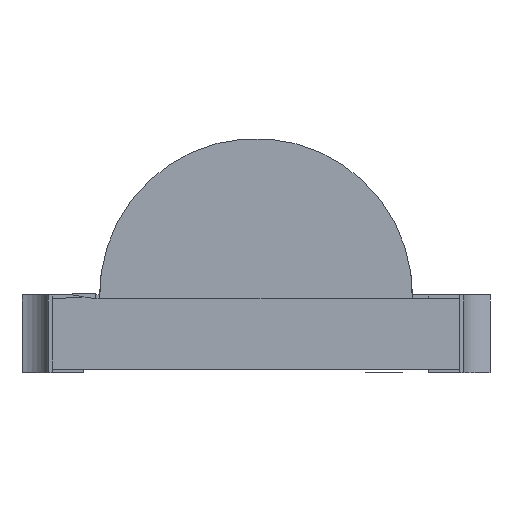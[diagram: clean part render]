
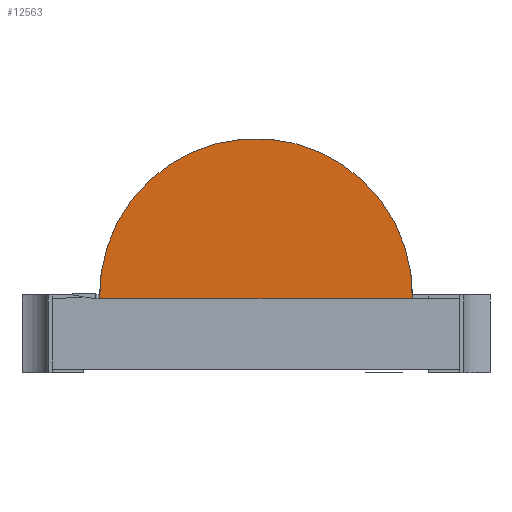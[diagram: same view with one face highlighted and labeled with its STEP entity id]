
A CAD part, front view. The second image highlights one B-rep face of the part: STEP entity #12563.
In plain terms, the highlighted face is planar.
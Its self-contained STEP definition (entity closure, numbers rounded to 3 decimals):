
#409 = PLANE('',#410);
#410 = AXIS2_PLACEMENT_3D('',#411,#412,#413);
#411 = CARTESIAN_POINT('',(1.306,-0.5,0.475));
#412 = DIRECTION('',(0.,-1.,0.));
#413 = DIRECTION('',(-1.,0.,0.));
#1009 = VERTEX_POINT('',#1010);
#1010 = CARTESIAN_POINT('',(1.003,-0.5,0.475));
#1033 = EDGE_CURVE('',#1009,#1034,#1036,.T.);
#1034 = VERTEX_POINT('',#1035);
#1035 = CARTESIAN_POINT('',(-1.002,-0.5,
    0.475));
#1036 = SURFACE_CURVE('',#1037,(#1040,#1046),.PCURVE_S1.);
#1037 = B_SPLINE_CURVE_WITH_KNOTS('',1,(#1038,#1039),.UNSPECIFIED.,.F.,
  .F.,(2,2),(0.,2.61),.PIECEWISE_BEZIER_KNOTS.);
#1038 = CARTESIAN_POINT('',(1.306,-0.5,0.475));
#1039 = CARTESIAN_POINT('',(-1.304,-0.5,0.475));
#1040 = PCURVE('',#409,#1041);
#1041 = DEFINITIONAL_REPRESENTATION('',(#1042),#1045);
#1042 = B_SPLINE_CURVE_WITH_KNOTS('',1,(#1043,#1044),.UNSPECIFIED.,.F.,
  .F.,(2,2),(0.,2.61),.PIECEWISE_BEZIER_KNOTS.);
#1043 = CARTESIAN_POINT('',(0.,0.));
#1044 = CARTESIAN_POINT('',(2.61,0.));
#1045 = ( GEOMETRIC_REPRESENTATION_CONTEXT(2) 
PARAMETRIC_REPRESENTATION_CONTEXT() REPRESENTATION_CONTEXT('2D SPACE',''
  ) );
#1046 = PCURVE('',#1047,#1052);
#1047 = PLANE('',#1048);
#1048 = AXIS2_PLACEMENT_3D('',#1049,#1050,#1051);
#1049 = CARTESIAN_POINT('',(-1.016,-0.5,
    1.663));
#1050 = DIRECTION('',(0.,-1.,0.));
#1051 = DIRECTION('',(0.,0.,-1.));
#1052 = DEFINITIONAL_REPRESENTATION('',(#1053),#1056);
#1053 = B_SPLINE_CURVE_WITH_KNOTS('',1,(#1054,#1055),.UNSPECIFIED.,.F.,
  .F.,(2,2),(0.,2.61),.PIECEWISE_BEZIER_KNOTS.);
#1054 = CARTESIAN_POINT('',(1.188,2.322));
#1055 = CARTESIAN_POINT('',(1.188,-0.288));
#1056 = ( GEOMETRIC_REPRESENTATION_CONTEXT(2) 
PARAMETRIC_REPRESENTATION_CONTEXT() REPRESENTATION_CONTEXT('2D SPACE',''
  ) );
#1836 = CYLINDRICAL_SURFACE('',#1837,1.003);
#1837 = AXIS2_PLACEMENT_3D('',#1838,#1839,#1840);
#1838 = CARTESIAN_POINT('',(0.001,0.5,
    0.5));
#1839 = DIRECTION('',(0.,-1.,0.));
#1840 = DIRECTION('',(0.,0.,-1.));
#7206 = EDGE_CURVE('',#1009,#1034,#7207,.T.);
#7207 = SURFACE_CURVE('',#7208,(#7213,#7242),.PCURVE_S1.);
#7208 = CIRCLE('',#7209,1.003);
#7209 = AXIS2_PLACEMENT_3D('',#7210,#7211,#7212);
#7210 = CARTESIAN_POINT('',(0.001,-0.5,
    0.5));
#7211 = DIRECTION('',(0.,-1.,0.));
#7212 = DIRECTION('',(0.,0.,-1.));
#7213 = PCURVE('',#1836,#7214);
#7214 = DEFINITIONAL_REPRESENTATION('',(#7215),#7241);
#7215 = B_SPLINE_CURVE_WITH_KNOTS('',3,(#7216,#7217,#7218,#7219,#7220,
    #7221,#7222,#7223,#7224,#7225,#7226,#7227,#7228,#7229,#7230,#7231,
    #7232,#7233,#7234,#7235,#7236,#7237,#7238,#7239,#7240),
  .UNSPECIFIED.,.F.,.F.,(4,1,1,1,1,1,1,1,1,1,1,1,1,1,1,1,1,1,1,1,1,1,4),
  (1.546,1.691,1.836,1.981,
    2.126,2.271,2.416,2.561,
    2.706,2.851,2.997,3.142,
    3.287,3.432,3.577,3.722,
    3.867,4.012,4.157,4.302,
    4.447,4.592,4.737),.QUASI_UNIFORM_KNOTS.);
#7216 = CARTESIAN_POINT('',(1.546,1.));
#7217 = CARTESIAN_POINT('',(1.594,1.));
#7218 = CARTESIAN_POINT('',(1.691,1.));
#7219 = CARTESIAN_POINT('',(1.836,1.));
#7220 = CARTESIAN_POINT('',(1.981,1.));
#7221 = CARTESIAN_POINT('',(2.126,1.));
#7222 = CARTESIAN_POINT('',(2.271,1.));
#7223 = CARTESIAN_POINT('',(2.416,1.));
#7224 = CARTESIAN_POINT('',(2.561,1.));
#7225 = CARTESIAN_POINT('',(2.706,1.));
#7226 = CARTESIAN_POINT('',(2.851,1.));
#7227 = CARTESIAN_POINT('',(2.997,1.));
#7228 = CARTESIAN_POINT('',(3.142,1.));
#7229 = CARTESIAN_POINT('',(3.287,1.));
#7230 = CARTESIAN_POINT('',(3.432,1.));
#7231 = CARTESIAN_POINT('',(3.577,1.));
#7232 = CARTESIAN_POINT('',(3.722,1.));
#7233 = CARTESIAN_POINT('',(3.867,1.));
#7234 = CARTESIAN_POINT('',(4.012,1.));
#7235 = CARTESIAN_POINT('',(4.157,1.));
#7236 = CARTESIAN_POINT('',(4.302,1.));
#7237 = CARTESIAN_POINT('',(4.447,1.));
#7238 = CARTESIAN_POINT('',(4.592,1.));
#7239 = CARTESIAN_POINT('',(4.689,1.));
#7240 = CARTESIAN_POINT('',(4.737,1.));
#7241 = ( GEOMETRIC_REPRESENTATION_CONTEXT(2) 
PARAMETRIC_REPRESENTATION_CONTEXT() REPRESENTATION_CONTEXT('2D SPACE',''
  ) );
#7242 = PCURVE('',#1047,#7243);
#7243 = DEFINITIONAL_REPRESENTATION('',(#7244),#7248);
#7244 = CIRCLE('',#7245,1.003);
#7245 = AXIS2_PLACEMENT_2D('',#7246,#7247);
#7246 = CARTESIAN_POINT('',(1.163,1.017));
#7247 = DIRECTION('',(1.,0.));
#7248 = ( GEOMETRIC_REPRESENTATION_CONTEXT(2) 
PARAMETRIC_REPRESENTATION_CONTEXT() REPRESENTATION_CONTEXT('2D SPACE',''
  ) );
#12563 = ADVANCED_FACE('',(#12564),#1047,.T.);
#12564 = FACE_BOUND('',#12565,.T.);
#12565 = EDGE_LOOP('',(#12566,#12567));
#12566 = ORIENTED_EDGE('',*,*,#7206,.T.);
#12567 = ORIENTED_EDGE('',*,*,#1033,.F.);
